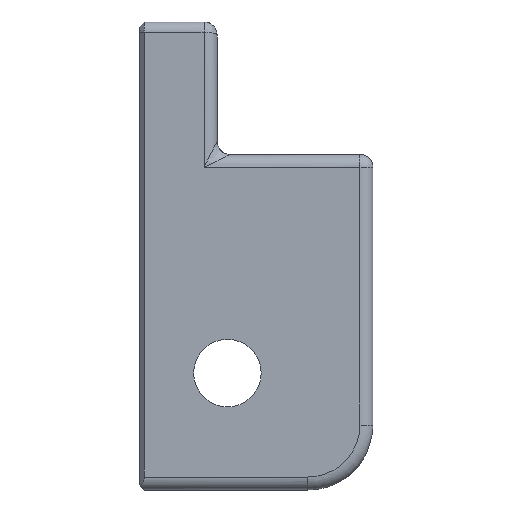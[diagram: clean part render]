
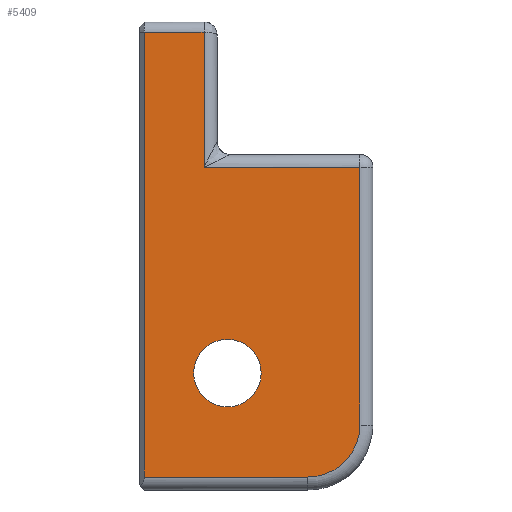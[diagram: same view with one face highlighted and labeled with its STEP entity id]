
A CAD part, left-side view. The second image highlights one B-rep face of the part: STEP entity #5409.
In plain terms, the highlighted planar face has unit normal (-1, 0, 0).
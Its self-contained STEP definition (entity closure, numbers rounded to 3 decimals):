
#7 = CARTESIAN_POINT ( 'NONE',  ( 6.557, 15.2, 339.174 ) ) ;
#92 = CARTESIAN_POINT ( 'NONE',  ( 6.557, 9., 335.174 ) ) ;
#440 = CARTESIAN_POINT ( 'NONE',  ( 6.557, 17., 348.487 ) ) ;
#504 = VERTEX_POINT ( 'NONE', #3790 ) ;
#634 = CARTESIAN_POINT ( 'NONE',  ( 6.557, 21.6, 331.174 ) ) ;
#696 = LINE ( 'NONE', #1132, #5215 ) ;
#704 = CARTESIAN_POINT ( 'NONE',  ( 6.557, 21.6, 365.4 ) ) ;
#761 = CIRCLE ( 'NONE', #4265, 4. ) ;
#836 = DIRECTION ( 'NONE',  ( 0., 1., 0. ) ) ;
#1040 = CARTESIAN_POINT ( 'NONE',  ( 6.557, 17.8, 339.174 ) ) ;
#1085 = AXIS2_PLACEMENT_3D ( 'NONE', #4722, #2257, #836 ) ;
#1132 = CARTESIAN_POINT ( 'NONE',  ( 6.557, 21.6, 349.087 ) ) ;
#1313 = CARTESIAN_POINT ( 'NONE',  ( 6.557, 5., 335.174 ) ) ;
#1448 = LINE ( 'NONE', #440, #2120 ) ;
#1522 = VERTEX_POINT ( 'NONE', #1040 ) ;
#1641 = ORIENTED_EDGE ( 'NONE', *, *, #4898, .F. ) ;
#1892 = LINE ( 'NONE', #4231, #6002 ) ;
#1944 = EDGE_CURVE ( 'NONE', #1522, #1522, #3956, .T. ) ;
#1987 = DIRECTION ( 'NONE',  ( 0., 1., 0. ) ) ;
#2120 = VECTOR ( 'NONE', #4262, 1000. ) ;
#2257 = DIRECTION ( 'NONE',  ( -1., 0., 0. ) ) ;
#2382 = EDGE_CURVE ( 'NONE', #3361, #5797, #1892, .T. ) ;
#2523 = VECTOR ( 'NONE', #6014, 1000. ) ;
#2586 = VERTEX_POINT ( 'NONE', #4612 ) ;
#2630 = ORIENTED_EDGE ( 'NONE', *, *, #1944, .T. ) ;
#2695 = FACE_OUTER_BOUND ( 'NONE', #4248, .T. ) ;
#2876 = CARTESIAN_POINT ( 'NONE',  ( 6.557, 18.05, 355. ) ) ;
#2960 = DIRECTION ( 'NONE',  ( 1., 0., 0. ) ) ;
#3018 = VECTOR ( 'NONE', #4345, 1000. ) ;
#3022 = DIRECTION ( 'NONE',  ( 0., -1., 0. ) ) ;
#3161 = ORIENTED_EDGE ( 'NONE', *, *, #3214, .F. ) ;
#3214 = EDGE_CURVE ( 'NONE', #5513, #504, #5826, .T. ) ;
#3361 = VERTEX_POINT ( 'NONE', #704 ) ;
#3746 = LINE ( 'NONE', #4086, #2523 ) ;
#3762 = EDGE_LOOP ( 'NONE', ( #2630 ) ) ;
#3790 = CARTESIAN_POINT ( 'NONE',  ( 6.557, 5., 355. ) ) ;
#3829 = VECTOR ( 'NONE', #4281, 1000. ) ;
#3844 = ORIENTED_EDGE ( 'NONE', *, *, #2382, .F. ) ;
#3956 = CIRCLE ( 'NONE', #5979, 2.6 ) ;
#4080 = ORIENTED_EDGE ( 'NONE', *, *, #6012, .T. ) ;
#4086 = CARTESIAN_POINT ( 'NONE',  ( 6.557, 14.1, 331.174 ) ) ;
#4097 = PLANE ( 'NONE',  #1085 ) ;
#4186 = FACE_BOUND ( 'NONE', #3762, .T. ) ;
#4231 = CARTESIAN_POINT ( 'NONE',  ( 6.557, 18.05, 365.4 ) ) ;
#4248 = EDGE_LOOP ( 'NONE', ( #4080, #5673, #3161, #1641, #3844, #4772, #4381 ) ) ;
#4262 = DIRECTION ( 'NONE',  ( 0., 0., -1. ) ) ;
#4265 = AXIS2_PLACEMENT_3D ( 'NONE', #92, #4423, #3022 ) ;
#4281 = DIRECTION ( 'NONE',  ( 0., -1., 0. ) ) ;
#4345 = DIRECTION ( 'NONE',  ( 0., 0., 1. ) ) ;
#4381 = ORIENTED_EDGE ( 'NONE', *, *, #4427, .T. ) ;
#4423 = DIRECTION ( 'NONE',  ( -1., 0., 0. ) ) ;
#4427 = EDGE_CURVE ( 'NONE', #4605, #2586, #3746, .T. ) ;
#4527 = DIRECTION ( 'NONE',  ( 0., 0., -1. ) ) ;
#4605 = VERTEX_POINT ( 'NONE', #634 ) ;
#4612 = CARTESIAN_POINT ( 'NONE',  ( 6.557, 9., 331.174 ) ) ;
#4655 = CARTESIAN_POINT ( 'NONE',  ( 6.557, 17., 365.4 ) ) ;
#4699 = EDGE_CURVE ( 'NONE', #3361, #4605, #696, .T. ) ;
#4722 = CARTESIAN_POINT ( 'NONE',  ( 6.557, 14.1, 349.087 ) ) ;
#4772 = ORIENTED_EDGE ( 'NONE', *, *, #4699, .T. ) ;
#4846 = CARTESIAN_POINT ( 'NONE',  ( 6.557, 17., 355. ) ) ;
#4898 = EDGE_CURVE ( 'NONE', #5797, #5513, #1448, .T. ) ;
#5158 = EDGE_CURVE ( 'NONE', #6091, #504, #5766, .T. ) ;
#5215 = VECTOR ( 'NONE', #4527, 1000. ) ;
#5353 = CARTESIAN_POINT ( 'NONE',  ( 6.557, 5., 349.087 ) ) ;
#5409 = ADVANCED_FACE ( 'NONE', ( #4186, #2695 ), #4097, .T. ) ;
#5513 = VERTEX_POINT ( 'NONE', #4846 ) ;
#5673 = ORIENTED_EDGE ( 'NONE', *, *, #5158, .T. ) ;
#5713 = DIRECTION ( 'NONE',  ( 0., -1., 0. ) ) ;
#5766 = LINE ( 'NONE', #5353, #3018 ) ;
#5797 = VERTEX_POINT ( 'NONE', #4655 ) ;
#5826 = LINE ( 'NONE', #2876, #3829 ) ;
#5979 = AXIS2_PLACEMENT_3D ( 'NONE', #7, #2960, #1987 ) ;
#6002 = VECTOR ( 'NONE', #5713, 1000. ) ;
#6012 = EDGE_CURVE ( 'NONE', #2586, #6091, #761, .T. ) ;
#6014 = DIRECTION ( 'NONE',  ( 0., -1., 0. ) ) ;
#6091 = VERTEX_POINT ( 'NONE', #1313 ) ;
